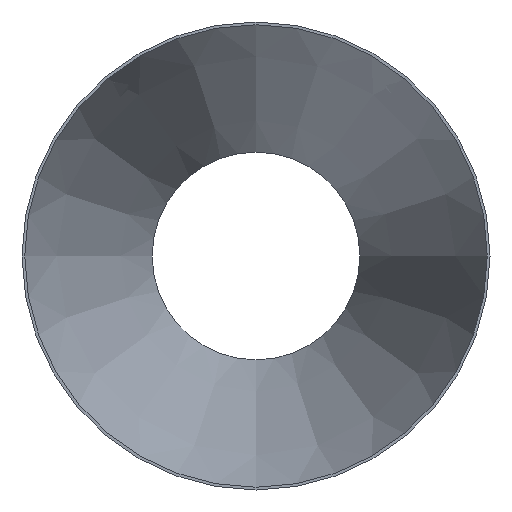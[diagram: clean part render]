
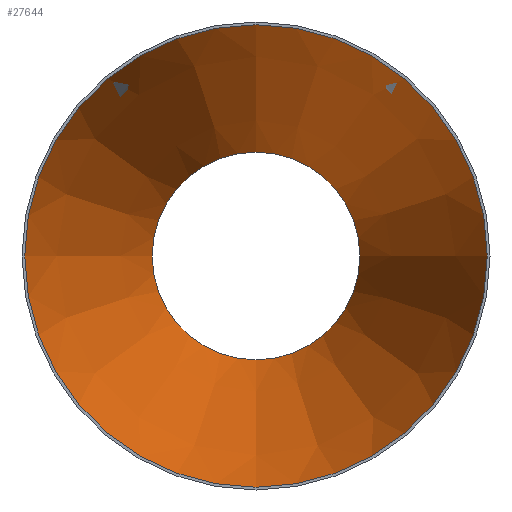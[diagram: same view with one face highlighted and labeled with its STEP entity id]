
A CAD part, front view. The second image highlights one B-rep face of the part: STEP entity #27644.
In plain terms, the highlighted conical face has half-angle 17.613 degrees and reference radius 351.403 mm.
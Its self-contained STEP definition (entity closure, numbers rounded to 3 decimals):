
#570 = DIRECTION ( 'NONE',  ( 0., -1., 0. ) ) ;
#1039 = EDGE_LOOP ( 'NONE', ( #35077 ) ) ;
#2781 = VERTEX_POINT ( 'NONE', #8977 ) ;
#2999 = CARTESIAN_POINT ( 'NONE',  ( 0., 0., -351.403 ) ) ;
#4893 = ORIENTED_EDGE ( 'NONE', *, *, #33654, .F. ) ;
#5621 = FACE_OUTER_BOUND ( 'NONE', #1039, .T. ) ;
#6950 = DIRECTION ( 'NONE',  ( 0., 0., -1. ) ) ;
#8977 = CARTESIAN_POINT ( 'NONE',  ( 0., 610., -157.753 ) ) ;
#10832 = CIRCLE ( 'NONE', #16077, 351.403 ) ;
#11831 = CIRCLE ( 'NONE', #34799, 157.753 ) ;
#16077 = AXIS2_PLACEMENT_3D ( 'NONE', #29347, #570, #6950 ) ;
#16623 = DIRECTION ( 'NONE',  ( 0., -1., 0. ) ) ;
#17573 = EDGE_CURVE ( 'NONE', #37130, #37130, #10832, .T. ) ;
#23682 = AXIS2_PLACEMENT_3D ( 'NONE', #37280, #27815, #23898 ) ;
#23898 = DIRECTION ( 'NONE',  ( 0., 0., -1. ) ) ;
#24710 = FACE_BOUND ( 'NONE', #29207, .T. ) ;
#27644 = ADVANCED_FACE ( 'NONE', ( #24710, #5621 ), #27645, .F. ) ;
#27645 = CONICAL_SURFACE ( 'NONE', #23682, 351.403, 0.307 ) ;
#27815 = DIRECTION ( 'NONE',  ( 0., -1., 0. ) ) ;
#29207 = EDGE_LOOP ( 'NONE', ( #4893 ) ) ;
#29347 = CARTESIAN_POINT ( 'NONE',  ( 0., 0., 0. ) ) ;
#33654 = EDGE_CURVE ( 'NONE', #2781, #2781, #11831, .T. ) ;
#34799 = AXIS2_PLACEMENT_3D ( 'NONE', #38437, #16623, #35345 ) ;
#35077 = ORIENTED_EDGE ( 'NONE', *, *, #17573, .T. ) ;
#35345 = DIRECTION ( 'NONE',  ( 0., 0., -1. ) ) ;
#37130 = VERTEX_POINT ( 'NONE', #2999 ) ;
#37280 = CARTESIAN_POINT ( 'NONE',  ( 0., 0., 0. ) ) ;
#38437 = CARTESIAN_POINT ( 'NONE',  ( 0., 610., 0. ) ) ;
